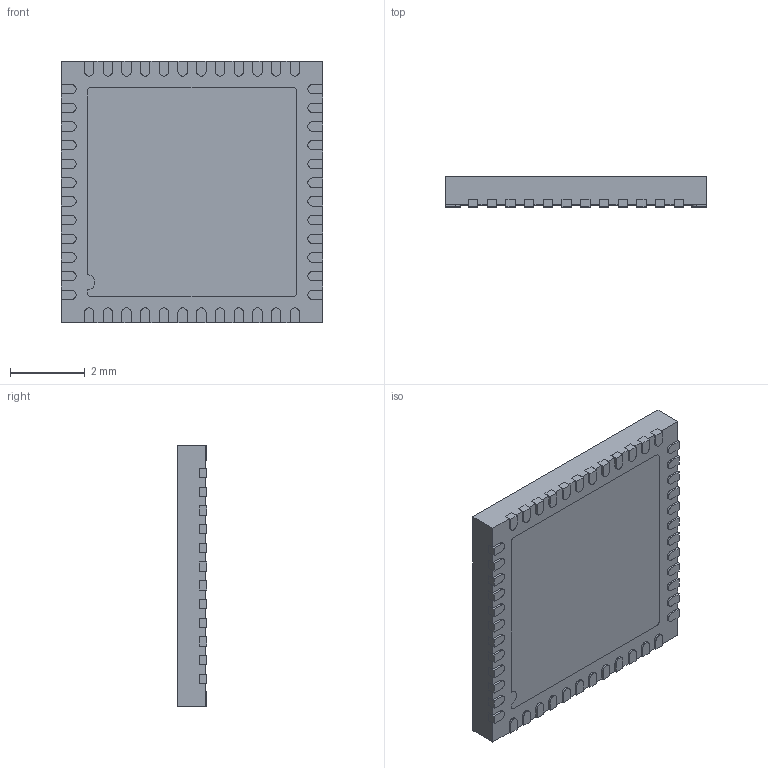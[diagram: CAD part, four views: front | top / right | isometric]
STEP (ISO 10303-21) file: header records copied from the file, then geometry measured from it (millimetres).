
FILE_DESCRIPTION (( 'STEP AP214' ), '1' );
FILE_NAME ('cp_48_13.STEP', '2024-01-14T11:47:45', ( '' ), ( '' ), 'SwSTEP 2.0', 'SolidWorks 2021', '' );
FILE_SCHEMA (( 'AUTOMOTIVE_DESIGN' ));
Length unit declared in the file: millimetre
Products named in the file (1): cp_48_13
Bounding box: 7 x 0.8 x 7 mm (x, y, z)
Volume: 37 mm3; surface area: 214.8 mm2
Topology: 51 solids, 51 shells, 540 faces, 1308 edges, 872 vertices
Faces by surface type: plane 406, cylinder 134
Entity records: 16184 total; most frequent: CARTESIAN_POINT 2721, DIRECTION 2658, ORIENTED_EDGE 2616, EDGE_CURVE 1308, LINE 1040, VECTOR 1040, VERTEX_POINT 872, AXIS2_PLACEMENT_3D 809
